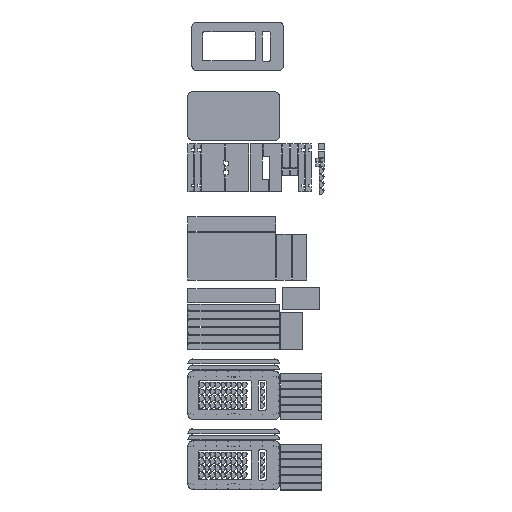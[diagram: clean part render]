
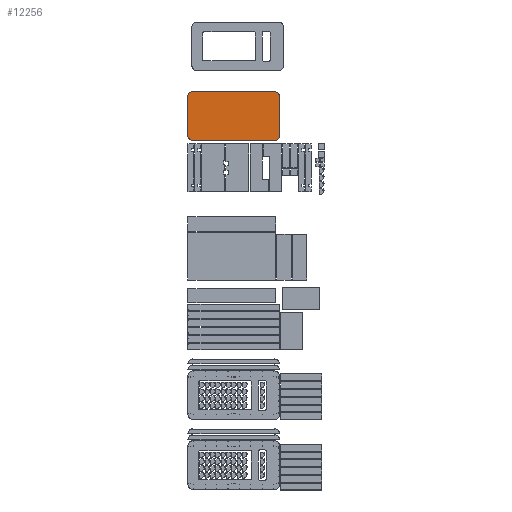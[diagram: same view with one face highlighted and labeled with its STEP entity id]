
A CAD part, top view. The second image highlights one B-rep face of the part: STEP entity #12256.
In plain terms, the highlighted face is planar.
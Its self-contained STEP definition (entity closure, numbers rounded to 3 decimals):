
#12065=CARTESIAN_POINT('Vertex',(425.,5.,-717.)) ;
#12070=CARTESIAN_POINT('Line Origine',(425.,5.,0.)) ;
#12074=CARTESIAN_POINT('Vertex',(425.,5.,717.)) ;
#12164=CARTESIAN_POINT('Axis2P3D Location',(342.,5.,717.)) ;
#12168=CARTESIAN_POINT('Vertex',(342.,5.,800.)) ;
#12183=CARTESIAN_POINT('Axis2P3D Location',(0.,5.,0.)) ;
#12189=CARTESIAN_POINT('Control Point',(342.,5.,-800.)) ;
#12190=CARTESIAN_POINT('Control Point',(355.038,5.,-800.)) ;
#12191=CARTESIAN_POINT('Control Point',(368.075,5.,-797.44)) ;
#12192=CARTESIAN_POINT('Control Point',(380.442,5.,-792.318)) ;
#12193=CARTESIAN_POINT('Control Point',(402.5,5.,-777.5)) ;
#12194=CARTESIAN_POINT('Control Point',(417.318,5.,-755.442)) ;
#12195=CARTESIAN_POINT('Control Point',(422.44,5.,-743.075)) ;
#12196=CARTESIAN_POINT('Control Point',(425.,5.,-730.038)) ;
#12197=CARTESIAN_POINT('Control Point',(425.,5.,-717.)) ;
#12198=CARTESIAN_POINT('Vertex',(342.,5.,-800.)) ;
#12201=CARTESIAN_POINT('Line Origine',(0.,5.,-800.)) ;
#12205=CARTESIAN_POINT('Vertex',(-342.,5.,-800.)) ;
#12209=CARTESIAN_POINT('Control Point',(-425.,5.,-717.)) ;
#12210=CARTESIAN_POINT('Control Point',(-425.,5.,-730.038)) ;
#12211=CARTESIAN_POINT('Control Point',(-422.44,5.,-743.075)) ;
#12212=CARTESIAN_POINT('Control Point',(-417.318,5.,-755.442)) ;
#12213=CARTESIAN_POINT('Control Point',(-402.5,5.,-777.5)) ;
#12214=CARTESIAN_POINT('Control Point',(-380.442,5.,-792.318)) ;
#12215=CARTESIAN_POINT('Control Point',(-368.075,5.,-797.44)) ;
#12216=CARTESIAN_POINT('Control Point',(-355.038,5.,-800.)) ;
#12217=CARTESIAN_POINT('Control Point',(-342.,5.,-800.)) ;
#12218=CARTESIAN_POINT('Vertex',(-425.,5.,-717.)) ;
#12221=CARTESIAN_POINT('Line Origine',(-425.,5.,0.)) ;
#12225=CARTESIAN_POINT('Vertex',(-425.,5.,717.)) ;
#12229=CARTESIAN_POINT('Control Point',(-342.,5.,800.)) ;
#12230=CARTESIAN_POINT('Control Point',(-355.038,5.,800.)) ;
#12231=CARTESIAN_POINT('Control Point',(-368.075,5.,797.44)) ;
#12232=CARTESIAN_POINT('Control Point',(-380.442,5.,792.318)) ;
#12233=CARTESIAN_POINT('Control Point',(-402.5,5.,777.5)) ;
#12234=CARTESIAN_POINT('Control Point',(-417.318,5.,755.442)) ;
#12235=CARTESIAN_POINT('Control Point',(-422.44,5.,743.075)) ;
#12236=CARTESIAN_POINT('Control Point',(-425.,5.,730.038)) ;
#12237=CARTESIAN_POINT('Control Point',(-425.,5.,717.)) ;
#12238=CARTESIAN_POINT('Vertex',(-342.,5.,800.)) ;
#12241=CARTESIAN_POINT('Line Origine',(0.,5.,800.)) ;
#12071=DIRECTION('Vector Direction',(0.,0.,-1.)) ;
#12165=DIRECTION('Axis2P3D Direction',(0.,-1.,0.)) ;
#12184=DIRECTION('Axis2P3D Direction',(0.,-1.,0.)) ;
#12185=DIRECTION('Axis2P3D XDirection',(1.,0.,0.)) ;
#12202=DIRECTION('Vector Direction',(1.,0.,0.)) ;
#12222=DIRECTION('Vector Direction',(0.,0.,1.)) ;
#12242=DIRECTION('Vector Direction',(1.,0.,0.)) ;
#12166=AXIS2_PLACEMENT_3D('Circle Axis2P3D',#12164,#12165,$) ;
#12186=AXIS2_PLACEMENT_3D('Plane Axis2P3D',#12183,#12184,#12185) ;
#12247=ORIENTED_EDGE('',*,*,#12200,.F.) ;
#12248=ORIENTED_EDGE('',*,*,#12207,.T.) ;
#12249=ORIENTED_EDGE('',*,*,#12220,.F.) ;
#12250=ORIENTED_EDGE('',*,*,#12227,.T.) ;
#12251=ORIENTED_EDGE('',*,*,#12240,.F.) ;
#12252=ORIENTED_EDGE('',*,*,#12245,.T.) ;
#12253=ORIENTED_EDGE('',*,*,#12170,.F.) ;
#12254=ORIENTED_EDGE('',*,*,#12076,.T.) ;
#12072=VECTOR('Line Direction',#12071,1.) ;
#12203=VECTOR('Line Direction',#12202,1.) ;
#12223=VECTOR('Line Direction',#12222,1.) ;
#12243=VECTOR('Line Direction',#12242,1.) ;
#12256=ADVANCED_FACE('PartBody',(#12255),#12187,.F.) ;
#12188=B_SPLINE_CURVE_WITH_KNOTS('',5,(#12189,#12190,#12191,#12192,#12193,#12194,#12195,#12196,#12197),.UNSPECIFIED.,.F.,.U.,(6,3,6),(391.128,456.316,521.504),.UNSPECIFIED.) ;
#12208=B_SPLINE_CURVE_WITH_KNOTS('',5,(#12209,#12210,#12211,#12212,#12213,#12214,#12215,#12216,#12217),.UNSPECIFIED.,.F.,.U.,(6,3,6),(260.752,325.94,391.128),.UNSPECIFIED.) ;
#12228=B_SPLINE_CURVE_WITH_KNOTS('',5,(#12229,#12230,#12231,#12232,#12233,#12234,#12235,#12236,#12237),.UNSPECIFIED.,.F.,.U.,(6,3,6),(130.376,195.564,260.752),.UNSPECIFIED.) ;
#12167=CIRCLE('generated circle',#12166,83.) ;
#12076=EDGE_CURVE('',#12075,#12066,#12073,.T.) ;
#12170=EDGE_CURVE('',#12075,#12169,#12167,.T.) ;
#12200=EDGE_CURVE('',#12199,#12066,#12188,.T.) ;
#12207=EDGE_CURVE('',#12199,#12206,#12204,.F.) ;
#12220=EDGE_CURVE('',#12219,#12206,#12208,.T.) ;
#12227=EDGE_CURVE('',#12219,#12226,#12224,.T.) ;
#12240=EDGE_CURVE('',#12239,#12226,#12228,.T.) ;
#12245=EDGE_CURVE('',#12239,#12169,#12244,.T.) ;
#12246=EDGE_LOOP('',(#12247,#12248,#12249,#12250,#12251,#12252,#12253,#12254)) ;
#12255=FACE_OUTER_BOUND('',#12246,.T.) ;
#12073=LINE('Line',#12070,#12072) ;
#12204=LINE('Line',#12201,#12203) ;
#12224=LINE('Line',#12221,#12223) ;
#12244=LINE('Line',#12241,#12243) ;
#12187=PLANE('',#12186) ;
#12066=VERTEX_POINT('',#12065) ;
#12075=VERTEX_POINT('',#12074) ;
#12169=VERTEX_POINT('',#12168) ;
#12199=VERTEX_POINT('',#12198) ;
#12206=VERTEX_POINT('',#12205) ;
#12219=VERTEX_POINT('',#12218) ;
#12226=VERTEX_POINT('',#12225) ;
#12239=VERTEX_POINT('',#12238) ;
